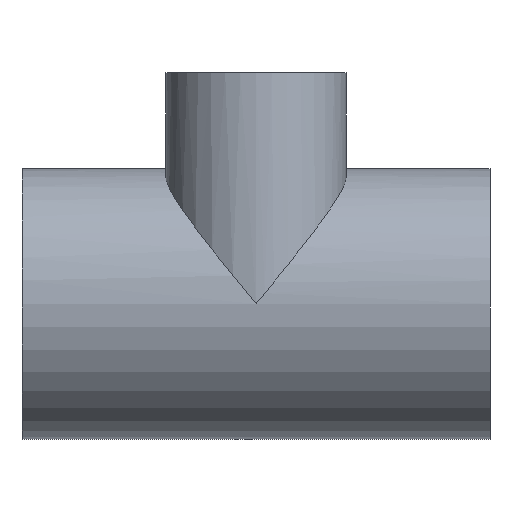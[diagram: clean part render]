
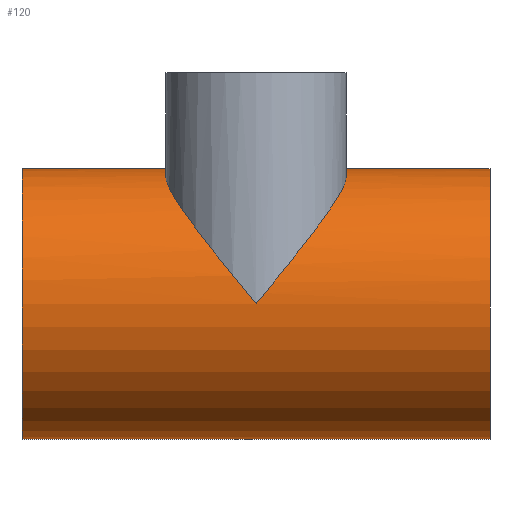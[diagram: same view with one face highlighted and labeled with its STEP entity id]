
A CAD part, front view. The second image highlights one B-rep face of the part: STEP entity #120.
In plain terms, the highlighted cylindrical face has radius 38.1 mm (diameter 76.2 mm), a full revolution.
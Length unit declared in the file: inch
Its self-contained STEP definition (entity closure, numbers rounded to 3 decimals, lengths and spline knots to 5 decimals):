
#17=FACE_BOUND('',#37,.T.);
#27=FACE_OUTER_BOUND('',#36,.T.);
#36=EDGE_LOOP('',(#102,#103,#104,#105));
#37=EDGE_LOOP('',(#106,#107));
#44=B_SPLINE_CURVE_WITH_KNOTS('',3,(#266,#267,#268,#269,#270,#271,#272,
#273,#274,#275,#276,#277,#278,#279,#280,#281,#282,#283,#284,#285,#286,#287,
#288,#289,#290,#291,#292,#293,#294,#295,#296,#297,#298,#299,#300,#301,#302,
#303,#304,#305,#306,#307,#308,#309,#310,#311,#312,#313,#314,#315),
 .UNSPECIFIED.,.F.,.F.,(4,2,2,2,2,2,2,2,2,2,2,2,2,2,2,2,2,2,2,2,2,2,2,2,
4),(0.,0.77197,1.54394,2.31591,3.08788,
3.61071,4.13353,4.65636,5.17919,5.65962,
6.14005,6.62047,7.1009,7.5895,8.07809,
8.56669,9.05528,9.54388,10.03247,10.52107,
11.00967,11.49009,11.97052,12.45095,12.93138),
 .UNSPECIFIED.);
#45=B_SPLINE_CURVE_WITH_KNOTS('',3,(#316,#317,#318,#319,#320,#321,#322,
#323,#324,#325,#326,#327,#328,#329,#330,#331,#332,#333),.UNSPECIFIED.,.F.,
 .F.,(4,2,2,2,2,2,2,2,4),(12.93138,13.4542,13.97703,
14.49986,15.02269,15.79466,16.56663,17.3386,
18.11057),.UNSPECIFIED.);
#49=LINE('',#348,#53);
#53=VECTOR('',#181,1.5);
#58=CIRCLE('',#152,1.5);
#59=CIRCLE('',#153,1.5);
#63=VERTEX_POINT('',#264);
#64=VERTEX_POINT('',#265);
#68=VERTEX_POINT('',#345);
#69=VERTEX_POINT('',#347);
#74=EDGE_CURVE('',#63,#64,#44,.T.);
#75=EDGE_CURVE('',#64,#63,#45,.T.);
#81=EDGE_CURVE('',#68,#68,#58,.T.);
#82=EDGE_CURVE('',#68,#69,#49,.T.);
#83=EDGE_CURVE('',#69,#69,#59,.T.);
#102=ORIENTED_EDGE('',*,*,#81,.F.);
#103=ORIENTED_EDGE('',*,*,#82,.T.);
#104=ORIENTED_EDGE('',*,*,#83,.T.);
#105=ORIENTED_EDGE('',*,*,#82,.F.);
#106=ORIENTED_EDGE('',*,*,#74,.T.);
#107=ORIENTED_EDGE('',*,*,#75,.T.);
#115=CYLINDRICAL_SURFACE('',#151,1.5);
#120=ADVANCED_FACE('',(#27,#17),#115,.T.);
#151=AXIS2_PLACEMENT_3D('',#344,#177,#178);
#152=AXIS2_PLACEMENT_3D('',#346,#179,#180);
#153=AXIS2_PLACEMENT_3D('',#349,#182,#183);
#177=DIRECTION('center_axis',(-1.,0.,0.));
#178=DIRECTION('ref_axis',(0.,-1.,0.));
#179=DIRECTION('center_axis',(-1.,0.,0.));
#180=DIRECTION('ref_axis',(0.,-1.,0.));
#181=DIRECTION('',(1.,0.,0.));
#182=DIRECTION('center_axis',(-1.,0.,0.));
#183=DIRECTION('ref_axis',(0.,-1.,0.));
#264=CARTESIAN_POINT('',(0.,-1.5,0.));
#265=CARTESIAN_POINT('',(1.,-0.5,1.41421));
#266=CARTESIAN_POINT('Ctrl Pts',(0.,-1.5,0.));
#267=CARTESIAN_POINT('Ctrl Pts',(-0.06407,-1.5,0.07847));
#268=CARTESIAN_POINT('Ctrl Pts',(-0.13096,-1.49376,0.16037));
#269=CARTESIAN_POINT('Ctrl Pts',(-0.26555,-1.46654,0.32605));
#270=CARTESIAN_POINT('Ctrl Pts',(-0.33325,-1.44556,0.40983));
#271=CARTESIAN_POINT('Ctrl Pts',(-0.46474,-1.38834,0.57454));
#272=CARTESIAN_POINT('Ctrl Pts',(-0.52856,-1.35209,0.65553));
#273=CARTESIAN_POINT('Ctrl Pts',(-0.64781,-1.26537,0.81039));
#274=CARTESIAN_POINT('Ctrl Pts',(-0.70323,-1.21488,0.88426));
#275=CARTESIAN_POINT('Ctrl Pts',(-0.78579,-1.12056,0.99897));
#276=CARTESIAN_POINT('Ctrl Pts',(-0.81853,-1.07725,1.0459));
#277=CARTESIAN_POINT('Ctrl Pts',(-0.8785,-0.98109,
1.13659));
#278=CARTESIAN_POINT('Ctrl Pts',(-0.90573,-0.92823,
1.18035));
#279=CARTESIAN_POINT('Ctrl Pts',(-0.95104,-0.81502,
1.26118));
#280=CARTESIAN_POINT('Ctrl Pts',(-0.96915,-0.75459,
1.29829));
#281=CARTESIAN_POINT('Ctrl Pts',(-0.99364,-0.62943,
1.36338));
#282=CARTESIAN_POINT('Ctrl Pts',(-1.,-0.56469,1.39134));
#283=CARTESIAN_POINT('Ctrl Pts',(-1.,-0.44056,1.43523));
#284=CARTESIAN_POINT('Ctrl Pts',(-0.9946,-0.37799,
1.45302));
#285=CARTESIAN_POINT('Ctrl Pts',(-0.97086,-0.25191,
1.4801));
#286=CARTESIAN_POINT('Ctrl Pts',(-0.95251,-0.18839,
1.48939));
#287=CARTESIAN_POINT('Ctrl Pts',(-0.90321,-0.06575,
1.49982));
#288=CARTESIAN_POINT('Ctrl Pts',(-0.8722,-0.00646,
1.501));
#289=CARTESIAN_POINT('Ctrl Pts',(-0.80004,0.10354,1.49743));
#290=CARTESIAN_POINT('Ctrl Pts',(-0.75888,0.15425,1.49273));
#291=CARTESIAN_POINT('Ctrl Pts',(-0.67038,0.24476,1.48061));
#292=CARTESIAN_POINT('Ctrl Pts',(-0.61996,0.28746,1.4727));
#293=CARTESIAN_POINT('Ctrl Pts',(-0.51006,0.36271,1.456));
#294=CARTESIAN_POINT('Ctrl Pts',(-0.45059,0.39528,1.44724));
#295=CARTESIAN_POINT('Ctrl Pts',(-0.32625,0.44769,1.43189));
#296=CARTESIAN_POINT('Ctrl Pts',(-0.26127,0.46758,1.42533));
#297=CARTESIAN_POINT('Ctrl Pts',(-0.13021,0.49374,1.41648));
#298=CARTESIAN_POINT('Ctrl Pts',(-0.06412,0.5,1.41421));
#299=CARTESIAN_POINT('Ctrl Pts',(0.06412,0.5,1.41421));
#300=CARTESIAN_POINT('Ctrl Pts',(0.13021,0.49374,1.41648));
#301=CARTESIAN_POINT('Ctrl Pts',(0.26127,0.46758,1.42533));
#302=CARTESIAN_POINT('Ctrl Pts',(0.32625,0.44769,1.43189));
#303=CARTESIAN_POINT('Ctrl Pts',(0.45059,0.39528,1.44724));
#304=CARTESIAN_POINT('Ctrl Pts',(0.51006,0.36271,1.456));
#305=CARTESIAN_POINT('Ctrl Pts',(0.61996,0.28746,1.4727));
#306=CARTESIAN_POINT('Ctrl Pts',(0.67038,0.24476,1.48061));
#307=CARTESIAN_POINT('Ctrl Pts',(0.75888,0.15425,1.49273));
#308=CARTESIAN_POINT('Ctrl Pts',(0.80004,0.10354,1.49743));
#309=CARTESIAN_POINT('Ctrl Pts',(0.8722,-0.00646,
1.501));
#310=CARTESIAN_POINT('Ctrl Pts',(0.90321,-0.06575,
1.49982));
#311=CARTESIAN_POINT('Ctrl Pts',(0.95251,-0.18839,1.48939));
#312=CARTESIAN_POINT('Ctrl Pts',(0.97086,-0.25191,1.4801));
#313=CARTESIAN_POINT('Ctrl Pts',(0.9946,-0.37799,1.45302));
#314=CARTESIAN_POINT('Ctrl Pts',(1.,-0.44056,1.43523));
#315=CARTESIAN_POINT('Ctrl Pts',(1.,-0.5,1.41421));
#316=CARTESIAN_POINT('Ctrl Pts',(1.,-0.5,1.41421));
#317=CARTESIAN_POINT('Ctrl Pts',(1.,-0.56469,1.39134));
#318=CARTESIAN_POINT('Ctrl Pts',(0.99364,-0.62943,1.36338));
#319=CARTESIAN_POINT('Ctrl Pts',(0.96915,-0.75459,1.29829));
#320=CARTESIAN_POINT('Ctrl Pts',(0.95104,-0.81502,1.26118));
#321=CARTESIAN_POINT('Ctrl Pts',(0.90573,-0.92823,1.18035));
#322=CARTESIAN_POINT('Ctrl Pts',(0.8785,-0.98109,1.13659));
#323=CARTESIAN_POINT('Ctrl Pts',(0.81853,-1.07725,1.0459));
#324=CARTESIAN_POINT('Ctrl Pts',(0.78579,-1.12056,0.99897));
#325=CARTESIAN_POINT('Ctrl Pts',(0.70323,-1.21488,0.88426));
#326=CARTESIAN_POINT('Ctrl Pts',(0.64781,-1.26537,0.81039));
#327=CARTESIAN_POINT('Ctrl Pts',(0.52856,-1.35209,0.65553));
#328=CARTESIAN_POINT('Ctrl Pts',(0.46474,-1.38834,0.57454));
#329=CARTESIAN_POINT('Ctrl Pts',(0.33325,-1.44556,0.40983));
#330=CARTESIAN_POINT('Ctrl Pts',(0.26555,-1.46654,0.32605));
#331=CARTESIAN_POINT('Ctrl Pts',(0.13096,-1.49376,0.16037));
#332=CARTESIAN_POINT('Ctrl Pts',(0.06407,-1.5,0.07847));
#333=CARTESIAN_POINT('Ctrl Pts',(0.,-1.5,0.));
#344=CARTESIAN_POINT('Origin',(2.594,0.,0.));
#345=CARTESIAN_POINT('',(-2.594,1.5,0.));
#346=CARTESIAN_POINT('Origin',(-2.594,0.,0.));
#347=CARTESIAN_POINT('',(2.594,1.5,0.));
#348=CARTESIAN_POINT('',(2.594,1.5,0.));
#349=CARTESIAN_POINT('Origin',(2.594,0.,0.));
